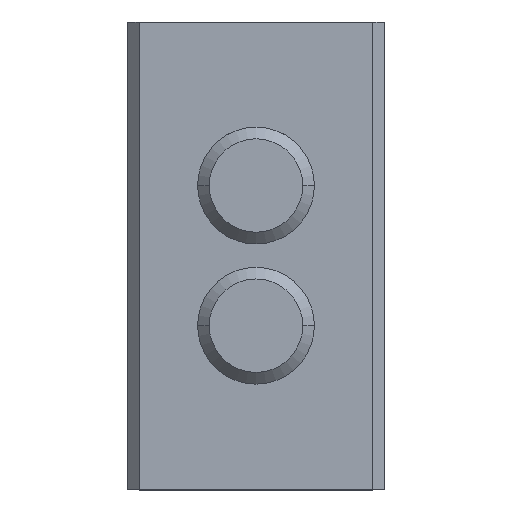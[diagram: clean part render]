
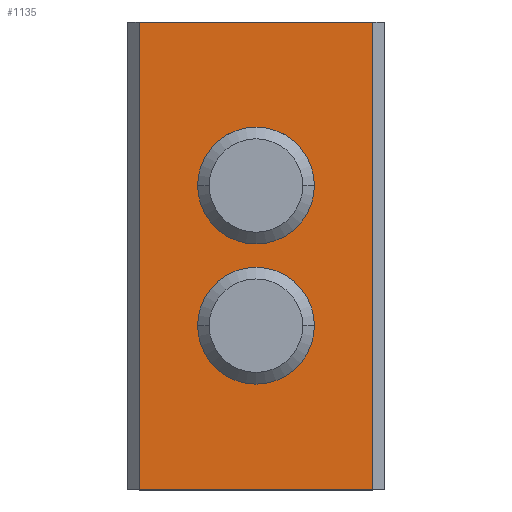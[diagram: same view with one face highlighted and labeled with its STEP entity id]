
A CAD part, top view. The second image highlights one B-rep face of the part: STEP entity #1135.
In plain terms, the highlighted planar face has unit normal (0, 0, 1).
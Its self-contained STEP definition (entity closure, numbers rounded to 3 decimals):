
#409=EDGE_CURVE('',#773,#587,#1188,.T.);
#465=EDGE_CURVE('',#805,#973,#1248,.T.);
#517=EDGE_CURVE('',#949,#673,#1313,.T.);
#533=EDGE_CURVE('',#587,#949,#1329,.T.);
#587=VERTEX_POINT('',#1392);
#673=VERTEX_POINT('',#1487);
#773=VERTEX_POINT('',#1597);
#791=EDGE_CURVE('',#973,#805,#1615,.T.);
#805=VERTEX_POINT('',#1630);
#841=EDGE_CURVE('',#773,#673,#1666,.T.);
#949=VERTEX_POINT('',#1782);
#973=VERTEX_POINT('',#1808);
#1029=EDGE_CURVE('',#1073,#1043,#1876,.T.);
#1043=VERTEX_POINT('',#1892);
#1073=VERTEX_POINT('',#1926);
#1095=EDGE_CURVE('',#1043,#1073,#1952,.T.);
#1135=ADVANCED_FACE('',(#1995,#1996,#1997),#1998,.T.);
#1188=LINE('',#2049,#2050);
#1248=CIRCLE('',#2137,5.0);
#1313=LINE('',#2227,#2228);
#1329=LINE('',#2249,#2250);
#1392=CARTESIAN_POINT('',(10.,-20.0,28.0));
#1487=CARTESIAN_POINT('',(-10.0,20.0,28.0));
#1597=CARTESIAN_POINT('',(-10.0,-20.0,28.0));
#1615=CIRCLE('',#2697,5.0);
#1630=CARTESIAN_POINT('',(-5.,6.,28.0));
#1666=LINE('',#2775,#2776);
#1782=CARTESIAN_POINT('',(10.,20.0,28.0));
#1808=CARTESIAN_POINT('',(5.,6.,28.));
#1876=CIRCLE('',#3102,5.0);
#1892=CARTESIAN_POINT('',(-5.,-6.,28.0));
#1926=CARTESIAN_POINT('',(5.,-6.,28.));
#1952=CIRCLE('',#3205,5.0);
#1995=FACE_BOUND('',#3266,.T.);
#1996=FACE_BOUND('',#3267,.T.);
#1997=FACE_OUTER_BOUND('',#3268,.T.);
#1998=PLANE('',#3269);
#2049=CARTESIAN_POINT('',(-10.0,-20.0,28.0));
#2050=VECTOR('',#3321,1.0);
#2137=AXIS2_PLACEMENT_3D('',#3369,#3370,#3371);
#2227=CARTESIAN_POINT('',(-10.0,20.0,28.0));
#2228=VECTOR('',#3476,1.0);
#2249=CARTESIAN_POINT('',(10.,0.,28.0));
#2250=VECTOR('',#3479,1.0);
#2697=AXIS2_PLACEMENT_3D('',#3782,#3783,#3784);
#2775=CARTESIAN_POINT('',(-10.0,0.,28.0));
#2776=VECTOR('',#3806,1.0);
#3102=AXIS2_PLACEMENT_3D('',#4037,#4038,#4039);
#3205=AXIS2_PLACEMENT_3D('',#4142,#4143,#4144);
#3266=EDGE_LOOP('',(#4184,#4185));
#3267=EDGE_LOOP('',(#4186,#4187));
#3268=EDGE_LOOP('',(#4188,#4189,#4190,#4191));
#3269=AXIS2_PLACEMENT_3D('',#4192,#4193,#4194);
#3321=DIRECTION('',(1.0,0.,0.0));
#3369=CARTESIAN_POINT('',(0.,6.,28.0));
#3370=DIRECTION('',(0.,0.,-1.0));
#3371=DIRECTION('',(1.0,0.,0.));
#3476=DIRECTION('',(-1.0,0.,0.0));
#3479=DIRECTION('',(0.,1.0,0.));
#3782=CARTESIAN_POINT('',(0.,6.,28.0));
#3783=DIRECTION('',(0.,0.,-1.0));
#3784=DIRECTION('',(1.0,0.,0.));
#3806=DIRECTION('',(0.,1.0,0.));
#4037=CARTESIAN_POINT('',(0.,-6.,28.0));
#4038=DIRECTION('',(0.,0.,-1.0));
#4039=DIRECTION('',(1.0,0.,0.));
#4142=CARTESIAN_POINT('',(0.,-6.,28.0));
#4143=DIRECTION('',(0.,0.,-1.0));
#4144=DIRECTION('',(1.0,0.,0.));
#4184=ORIENTED_EDGE('',*,*,#1029,.T.);
#4185=ORIENTED_EDGE('',*,*,#1095,.T.);
#4186=ORIENTED_EDGE('',*,*,#791,.T.);
#4187=ORIENTED_EDGE('',*,*,#465,.T.);
#4188=ORIENTED_EDGE('',*,*,#517,.T.);
#4189=ORIENTED_EDGE('',*,*,#841,.F.);
#4190=ORIENTED_EDGE('',*,*,#409,.T.);
#4191=ORIENTED_EDGE('',*,*,#533,.T.);
#4192=CARTESIAN_POINT('',(10.,0.,28.0));
#4193=DIRECTION('',(0.,0.,1.0));
#4194=DIRECTION('',(0.,1.0,0.));
